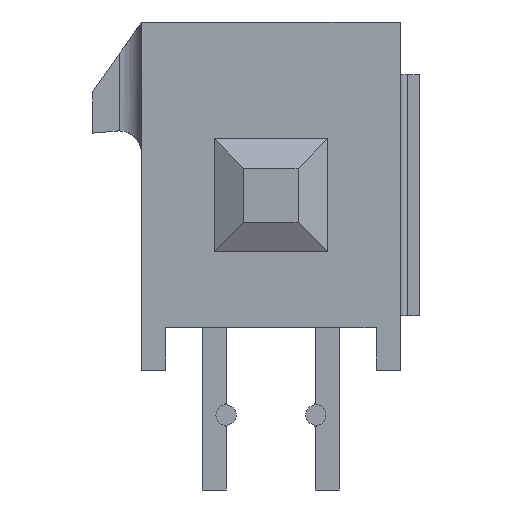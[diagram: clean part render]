
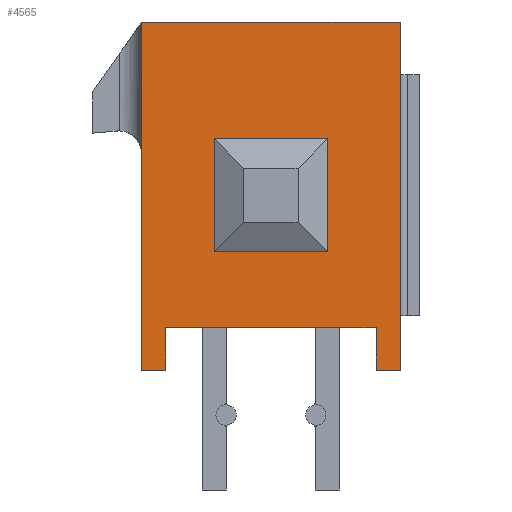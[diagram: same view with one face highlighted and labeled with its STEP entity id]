
A CAD part, left-side view. The second image highlights one B-rep face of the part: STEP entity #4565.
In plain terms, the highlighted planar face has unit normal (-1, 0, 0).
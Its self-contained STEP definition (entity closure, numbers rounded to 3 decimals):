
#3735=CARTESIAN_POINT('',(-3.43,3.43,9.24));
#3736=VERTEX_POINT('',#3735);
#3745=CARTESIAN_POINT('',(-3.43,-3.43,9.24));
#3746=VERTEX_POINT('',#3745);
#3747=CARTESIAN_POINT('',(-3.43,-3.43,9.24));
#3748=DIRECTION('',(0.0,1.0,0.0));
#3749=VECTOR('',#3748,6.86);
#3750=LINE('',#3747,#3749);
#3751=EDGE_CURVE('',#3746,#3736,#3750,.T.);
#4059=CARTESIAN_POINT('',(-3.43,3.43,0.0));
#4060=VERTEX_POINT('',#4059);
#4069=CARTESIAN_POINT('',(-3.43,3.43,0.0));
#4070=DIRECTION('',(0.0,0.0,1.0));
#4071=VECTOR('',#4070,9.24);
#4072=LINE('',#4069,#4071);
#4073=EDGE_CURVE('',#4060,#3736,#4072,.T.);
#4274=CARTESIAN_POINT('',(-3.43,2.79,1.13));
#4275=VERTEX_POINT('',#4274);
#4282=CARTESIAN_POINT('',(-3.43,2.79,0.0));
#4283=VERTEX_POINT('',#4282);
#4284=CARTESIAN_POINT('',(-3.43,2.79,1.13));
#4285=DIRECTION('',(0.0,0.0,-1.0));
#4286=VECTOR('',#4285,1.13);
#4287=LINE('',#4284,#4286);
#4288=EDGE_CURVE('',#4275,#4283,#4287,.T.);
#4323=CARTESIAN_POINT('',(-3.43,2.79,0.0));
#4324=DIRECTION('',(0.0,1.0,0.0));
#4325=VECTOR('',#4324,0.64);
#4326=LINE('',#4323,#4325);
#4327=EDGE_CURVE('',#4283,#4060,#4326,.T.);
#4340=CARTESIAN_POINT('',(-3.43,-3.43,0.0));
#4341=VERTEX_POINT('',#4340);
#4342=CARTESIAN_POINT('',(-3.43,-2.79,0.0));
#4343=VERTEX_POINT('',#4342);
#4344=CARTESIAN_POINT('',(-3.43,-3.43,0.0));
#4345=DIRECTION('',(0.0,1.0,0.0));
#4346=VECTOR('',#4345,0.64);
#4347=LINE('',#4344,#4346);
#4348=EDGE_CURVE('',#4341,#4343,#4347,.T.);
#4488=CARTESIAN_POINT('',(-3.43,-2.79,1.13));
#4489=VERTEX_POINT('',#4488);
#4496=CARTESIAN_POINT('',(-3.43,-2.79,1.13));
#4497=DIRECTION('',(0.0,1.0,0.0));
#4498=VECTOR('',#4497,5.58);
#4499=LINE('',#4496,#4498);
#4500=EDGE_CURVE('',#4489,#4275,#4499,.T.);
#4506=CARTESIAN_POINT('',(-3.43,-3.773,9.702));
#4507=DIRECTION('',(-1.0,0.0,0.0));
#4508=DIRECTION('',(0.0,0.0,1.0));
#4509=AXIS2_PLACEMENT_3D('',#4506,#4507,#4508);
#4510=PLANE('',#4509);
#4511=ORIENTED_EDGE('',*,*,#3751,.T.);
#4512=ORIENTED_EDGE('',*,*,#4073,.F.);
#4513=ORIENTED_EDGE('',*,*,#4327,.F.);
#4514=ORIENTED_EDGE('',*,*,#4288,.F.);
#4515=ORIENTED_EDGE('',*,*,#4500,.F.);
#4516=CARTESIAN_POINT('',(-3.43,-2.79,1.13));
#4517=DIRECTION('',(0.0,0.0,-1.0));
#4518=VECTOR('',#4517,1.13);
#4519=LINE('',#4516,#4518);
#4520=EDGE_CURVE('',#4489,#4343,#4519,.T.);
#4521=ORIENTED_EDGE('',*,*,#4520,.T.);
#4522=ORIENTED_EDGE('',*,*,#4348,.F.);
#4523=CARTESIAN_POINT('',(-3.43,-3.43,0.0));
#4524=DIRECTION('',(0.0,0.0,1.0));
#4525=VECTOR('',#4524,9.24);
#4526=LINE('',#4523,#4525);
#4527=EDGE_CURVE('',#4341,#3746,#4526,.T.);
#4528=ORIENTED_EDGE('',*,*,#4527,.T.);
#4529=EDGE_LOOP('',(#4511,#4512,#4513,#4514,#4515,#4521,#4522,#4528));
#4530=FACE_OUTER_BOUND('',#4529,.T.);
#4531=CARTESIAN_POINT('',(-3.43,1.0,3.64));
#4532=VERTEX_POINT('',#4531);
#4533=CARTESIAN_POINT('',(-3.43,-1.0,3.64));
#4534=VERTEX_POINT('',#4533);
#4535=CARTESIAN_POINT('',(-3.43,1.0,3.64));
#4536=DIRECTION('',(0.0,-1.0,0.0));
#4537=VECTOR('',#4536,2.0);
#4538=LINE('',#4535,#4537);
#4539=EDGE_CURVE('',#4532,#4534,#4538,.T.);
#4540=ORIENTED_EDGE('',*,*,#4539,.F.);
#4541=CARTESIAN_POINT('',(-3.43,1.0,5.64));
#4542=VERTEX_POINT('',#4541);
#4543=CARTESIAN_POINT('',(-3.43,1.0,5.64));
#4544=DIRECTION('',(0.0,0.0,-1.0));
#4545=VECTOR('',#4544,2.0);
#4546=LINE('',#4543,#4545);
#4547=EDGE_CURVE('',#4542,#4532,#4546,.T.);
#4548=ORIENTED_EDGE('',*,*,#4547,.F.);
#4549=CARTESIAN_POINT('',(-3.43,-1.0,5.64));
#4550=VERTEX_POINT('',#4549);
#4551=CARTESIAN_POINT('',(-3.43,-1.0,5.64));
#4552=DIRECTION('',(0.0,1.0,0.0));
#4553=VECTOR('',#4552,2.0);
#4554=LINE('',#4551,#4553);
#4555=EDGE_CURVE('',#4550,#4542,#4554,.T.);
#4556=ORIENTED_EDGE('',*,*,#4555,.F.);
#4557=CARTESIAN_POINT('',(-3.43,-1.0,3.64));
#4558=DIRECTION('',(0.0,0.0,1.0));
#4559=VECTOR('',#4558,2.0);
#4560=LINE('',#4557,#4559);
#4561=EDGE_CURVE('',#4534,#4550,#4560,.T.);
#4562=ORIENTED_EDGE('',*,*,#4561,.F.);
#4563=EDGE_LOOP('',(#4540,#4548,#4556,#4562));
#4564=FACE_BOUND('',#4563,.T.);
#4565=ADVANCED_FACE('',(#4530,#4564),#4510,.T.);
